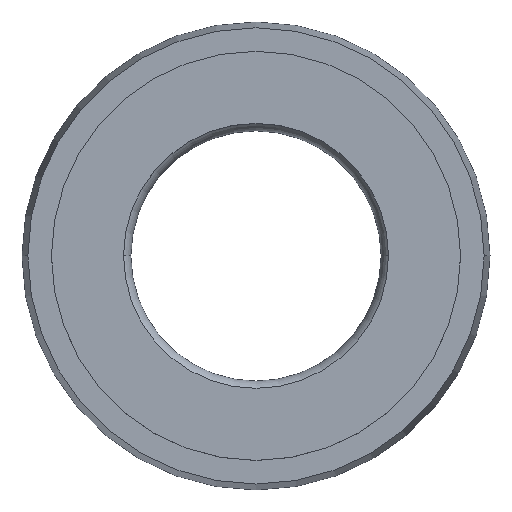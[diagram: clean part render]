
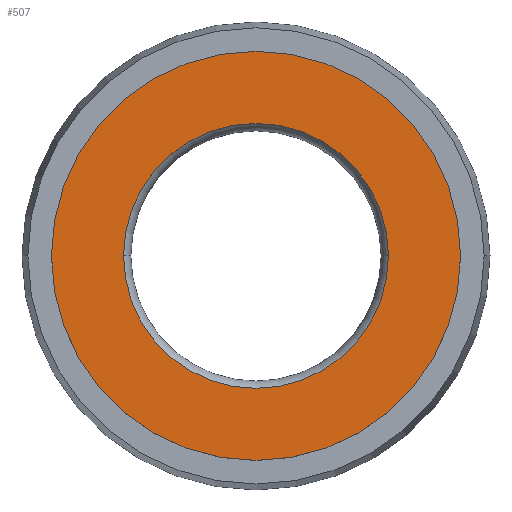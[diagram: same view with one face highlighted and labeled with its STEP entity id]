
A CAD part, top view. The second image highlights one B-rep face of the part: STEP entity #507.
In plain terms, the highlighted planar face has unit normal (0, 0, 1).
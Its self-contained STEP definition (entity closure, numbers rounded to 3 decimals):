
#9 = PLANE ( 'NONE',  #283 ) ;
#32 = CARTESIAN_POINT ( 'NONE',  ( 0., 0., 0. ) ) ;
#60 = CARTESIAN_POINT ( 'NONE',  ( 6.95, 0., 0. ) ) ;
#61 = EDGE_LOOP ( 'NONE', ( #345, #582 ) ) ;
#78 = DIRECTION ( 'NONE',  ( 1., 0., 0. ) ) ;
#88 = CIRCLE ( 'NONE', #159, 4.5 ) ;
#105 = CARTESIAN_POINT ( 'NONE',  ( -4.5, 0., 0. ) ) ;
#140 = DIRECTION ( 'NONE',  ( 1., 0., 0. ) ) ;
#141 = CIRCLE ( 'NONE', #456, 4.5 ) ;
#159 = AXIS2_PLACEMENT_3D ( 'NONE', #358, #445, #140 ) ;
#192 = AXIS2_PLACEMENT_3D ( 'NONE', #241, #552, #490 ) ;
#195 = CARTESIAN_POINT ( 'NONE',  ( 0., 0., 0. ) ) ;
#217 = CARTESIAN_POINT ( 'NONE',  ( 0., 0., 0. ) ) ;
#233 = DIRECTION ( 'NONE',  ( 0., 0., -1. ) ) ;
#237 = DIRECTION ( 'NONE',  ( -1., 0., 0. ) ) ;
#241 = CARTESIAN_POINT ( 'NONE',  ( 0., 0., 0. ) ) ;
#258 = CIRCLE ( 'NONE', #318, 6.95 ) ;
#259 = EDGE_CURVE ( 'NONE', #525, #395, #141, .T. ) ;
#267 = DIRECTION ( 'NONE',  ( 0., 0., 1. ) ) ;
#276 = EDGE_CURVE ( 'NONE', #510, #522, #258, .T. ) ;
#283 = AXIS2_PLACEMENT_3D ( 'NONE', #195, #233, #237 ) ;
#318 = AXIS2_PLACEMENT_3D ( 'NONE', #217, #267, #427 ) ;
#345 = ORIENTED_EDGE ( 'NONE', *, *, #492, .F. ) ;
#356 = CARTESIAN_POINT ( 'NONE',  ( -6.95, 0., 0. ) ) ;
#358 = CARTESIAN_POINT ( 'NONE',  ( 0., 0., 0. ) ) ;
#395 = VERTEX_POINT ( 'NONE', #640 ) ;
#421 = ORIENTED_EDGE ( 'NONE', *, *, #276, .T. ) ;
#427 = DIRECTION ( 'NONE',  ( 1., 0., 0. ) ) ;
#430 = FACE_OUTER_BOUND ( 'NONE', #623, .T. ) ;
#436 = ORIENTED_EDGE ( 'NONE', *, *, #496, .T. ) ;
#437 = CIRCLE ( 'NONE', #192, 6.95 ) ;
#445 = DIRECTION ( 'NONE',  ( 0., 0., 1. ) ) ;
#456 = AXIS2_PLACEMENT_3D ( 'NONE', #32, #520, #78 ) ;
#468 = FACE_BOUND ( 'NONE', #61, .T. ) ;
#490 = DIRECTION ( 'NONE',  ( 1., 0., 0. ) ) ;
#492 = EDGE_CURVE ( 'NONE', #395, #525, #88, .T. ) ;
#496 = EDGE_CURVE ( 'NONE', #522, #510, #437, .T. ) ;
#507 = ADVANCED_FACE ( 'NONE', ( #468, #430 ), #9, .F. ) ;
#510 = VERTEX_POINT ( 'NONE', #356 ) ;
#520 = DIRECTION ( 'NONE',  ( 0., 0., 1. ) ) ;
#522 = VERTEX_POINT ( 'NONE', #60 ) ;
#525 = VERTEX_POINT ( 'NONE', #105 ) ;
#552 = DIRECTION ( 'NONE',  ( 0., 0., 1. ) ) ;
#582 = ORIENTED_EDGE ( 'NONE', *, *, #259, .F. ) ;
#623 = EDGE_LOOP ( 'NONE', ( #436, #421 ) ) ;
#640 = CARTESIAN_POINT ( 'NONE',  ( 4.5, 0., 0. ) ) ;
